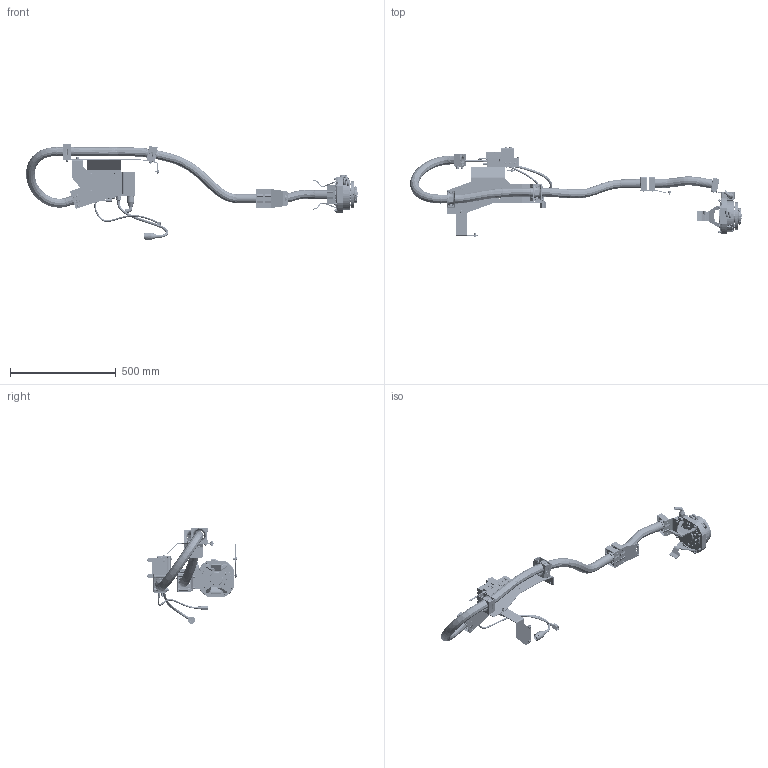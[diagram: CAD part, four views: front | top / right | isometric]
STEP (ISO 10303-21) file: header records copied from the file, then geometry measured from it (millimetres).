
FILE_DESCRIPTION (( 'STEP AP203' ), '1' );
FILE_NAME ('TS132-402.STEP', '2020-04-20T05:49:36', ( '' ), ( '' ), 'SwSTEP 2.0', 'SolidWorks 2019', '' );
FILE_SCHEMA (( 'CONFIG_CONTROL_DESIGN' ));
Products named in the file (1): TS132-402
Bounding box: 1570.05 x 428.04 x 452.06 mm (x, y, z)
Volume: 4758294.3 mm3; surface area: 1715764.9 mm2
Topology: 207 solids, 209 shells, 8609 faces, 21059 edges, 13317 vertices
Faces by surface type: plane 3232, cylinder 2991, bspline 1300, cone 570, torus 398, sphere 118
Entity records: 365229 total; most frequent: CARTESIAN_POINT 166450, ORIENTED_EDGE 41718, DIRECTION 40237, EDGE_CURVE 20859, AXIS2_PLACEMENT_3D 15054, VERTEX_POINT 13293, VECTOR 10129, LINE 10129
